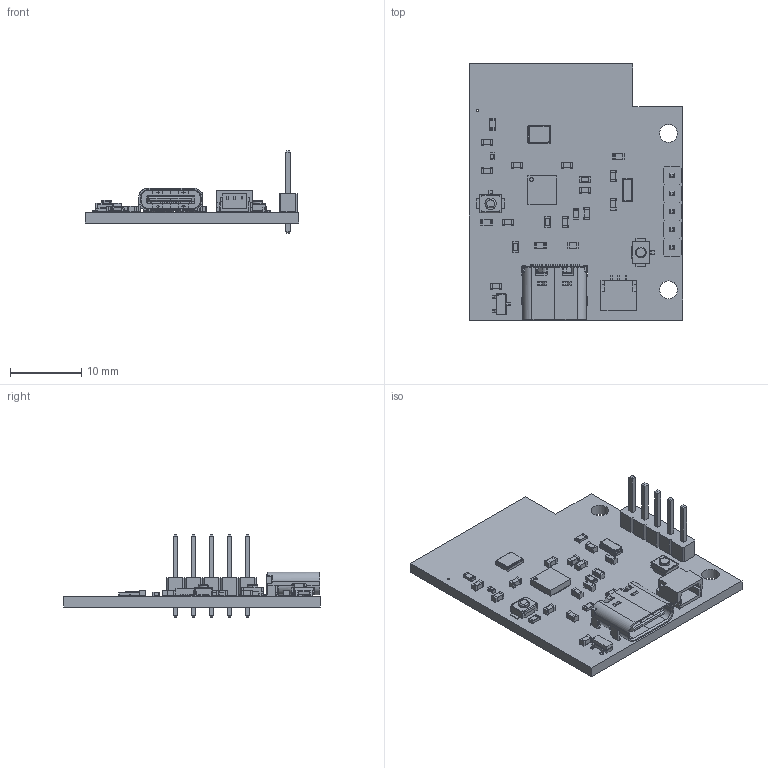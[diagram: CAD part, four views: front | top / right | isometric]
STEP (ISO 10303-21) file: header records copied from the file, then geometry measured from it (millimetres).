
FILE_DESCRIPTION(('KiCad electronic assembly'),'2;1');
FILE_NAME('presence-sensor.step','2026-01-18T00:52:07',('Pcbnew'),( 'Kicad'),'Open CASCADE STEP processor 7.8','KiCad to STEP converter' ,'Unknown');
FILE_SCHEMA(('AUTOMOTIVE_DESIGN { 1 0 10303 214 1 1 1 1 }'));
Length unit declared in the file: millimetre
Products named in the file (18): presence-sensor 1; C_0603_1608Metric; Crystal_SMD_3225-4Pin_3.2x2.5mm; R_0603_1608Metric; USB_C_Receptacle_GCT_USB4105-xx-A_16P_TopMnt_Horizontal; PinHeader_1x05_P2.54mm_Vertical; SOT-23-3; L_0402_1005Metric; CC2340R21N0RGER; Body; ThermalPin; PinsArrayLR; PinsArrayTB; SW_SPST_B3U-1100P; JST_SH_SM03B-SRSS-TB_1x03-1MP_P1.00mm_Horizontal; Crystal_SMD_3215-2Pin_3.2x1.5mm; SW-SMD_3P-L3.0-W2.5-LS4.0; presence-sensor_PCB
Assembly tree (35 placements, depth 3):
  presence-sensor 1
    C_0603_1608Metric  x14
    Crystal_SMD_3225-4Pin_3.2x2.5mm
    R_0603_1608Metric  x6
    USB_C_Receptacle_GCT_USB4105-xx-A_16P_TopMnt_Horizontal
    PinHeader_1x05_P2.54mm_Vertical
    SOT-23-3
    L_0402_1005Metric
    CC2340R21N0RGER
      Body
      ThermalPin
      PinsArrayLR
      PinsArrayTB
    SW_SPST_B3U-1100P
    JST_SH_SM03B-SRSS-TB_1x03-1MP_P1.00mm_Horizontal
    Crystal_SMD_3215-2Pin_3.2x1.5mm
    SW-SMD_3P-L3.0-W2.5-LS4.0
    presence-sensor_PCB
Bounding box: 30 x 36 x 11.54 mm (x, y, z)
Volume: 1861.2 mm3; surface area: 3577.7 mm2
Topology: 91 solids, 91 shells, 2291 faces, 5810 edges, 3749 vertices
Faces by surface type: plane 1614, cylinder 514, bspline 114, torus 39, cone 8, sphere 2
Full cylindrical faces by diameter (mm): 0.3 x1, 0.5 x3, 0.65 x2, 1 x5, 1.6 x1, 2.5 x2
Entity records: 67116 total; most frequent: CARTESIAN_POINT 10904, ORIENTED_EDGE 9072, DIRECTION 8416, EDGE_CURVE 4532, LINE 3598, VECTOR 3598, VERTEX_POINT 2905, AXIS2_PLACEMENT_3D 2409
